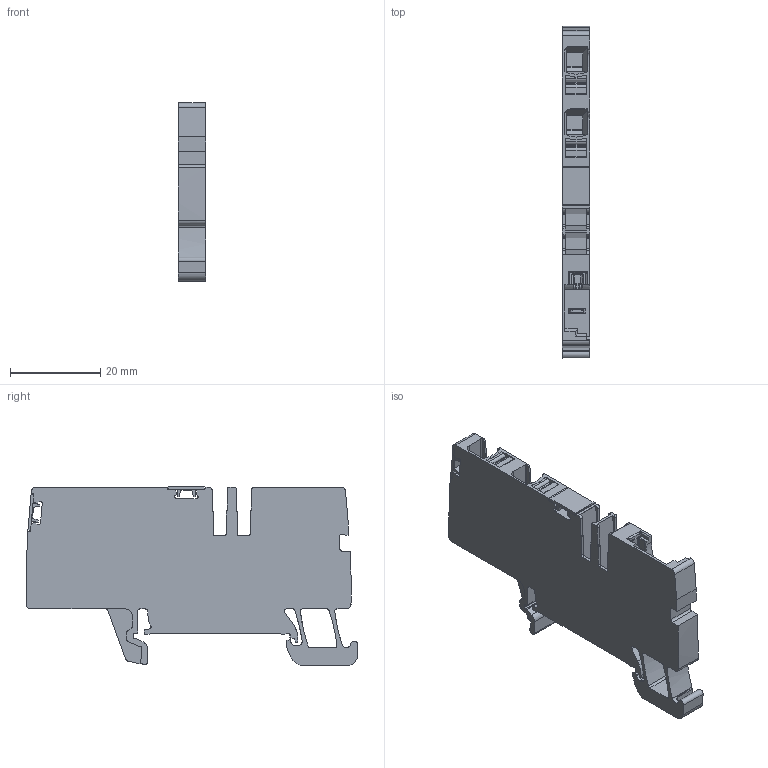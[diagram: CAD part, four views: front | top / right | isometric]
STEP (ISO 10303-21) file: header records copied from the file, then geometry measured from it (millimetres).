
FILE_DESCRIPTION(('CATIA V5R22 STEP214','CAx-IF Rec.Pracs.--- Model Styling and Organization---1.4--- 2014-01-23'),'2;1');
FILE_NAME ('1135690-1_1', '2019-07-10T05:23:17+00:00', ('Weidmueller Interface'), ('Weidmueller'), 'CATIA Version 5-6 Release 2016 SP3 HF44', 'CATIA V5 STEP AP214', 'none');
FILE_SCHEMA(('AUTOMOTIVE_DESIGN { 1 0 10303 214 1 1 1 1 }'));
Length unit declared in the file: millimetre
Products named in the file (1): 2676000000_APGTB_4_FT_3C-1_DL_BL
Bounding box: 6.1 x 73.39 x 39.45 mm (x, y, z)
Volume: 10721.8 mm3; surface area: 8199.2 mm2
Topology: 6 solids, 6 shells, 567 faces, 1621 edges, 1061 vertices
Faces by surface type: plane 306, cylinder 237, cone 8, torus 7, bspline 6, sphere 3
Entity records: 20646 total; most frequent: CARTESIAN_POINT 6383, ORIENTED_EDGE 3224, DIRECTION 2449, EDGE_CURVE 1612, VECTOR 1095, LINE 1095, VERTEX_POINT 1061, AXIS2_PLACEMENT_3D 854
